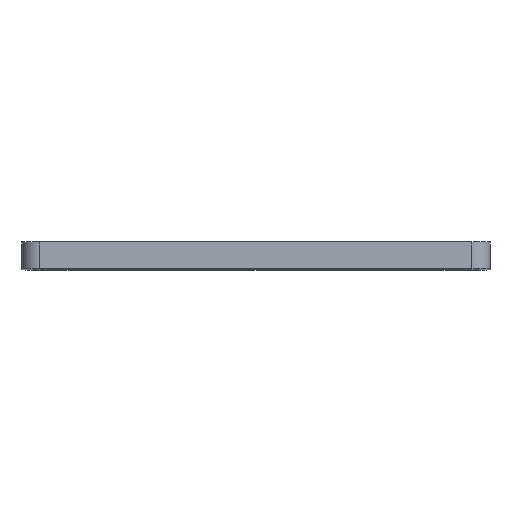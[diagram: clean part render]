
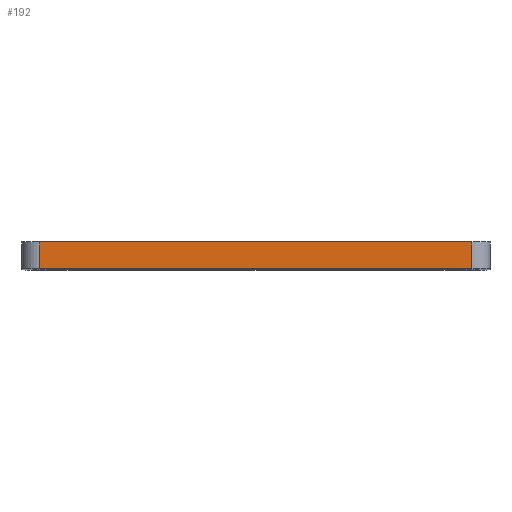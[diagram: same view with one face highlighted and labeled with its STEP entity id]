
A CAD part, top view. The second image highlights one B-rep face of the part: STEP entity #192.
In plain terms, the highlighted planar face has unit normal (0, 0, 1).
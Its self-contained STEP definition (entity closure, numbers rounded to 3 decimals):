
#6 = VERTEX_POINT ( 'NONE', #1826 ) ;
#131 = LINE ( 'NONE', #757, #1005 ) ;
#171 = CARTESIAN_POINT ( 'NONE',  ( 24., 0., 15.8 ) ) ;
#192 = ADVANCED_FACE ( 'NONE', ( #3398 ), #729, .F. ) ;
#193 = CARTESIAN_POINT ( 'NONE',  ( -24., 3., 15.8 ) ) ;
#362 = EDGE_CURVE ( 'NONE', #1701, #3041, #131, .T. ) ;
#480 = EDGE_LOOP ( 'NONE', ( #3450, #869, #2321, #844 ) ) ;
#551 = DIRECTION ( 'NONE',  ( 0., 1., 0. ) ) ;
#706 = EDGE_CURVE ( 'NONE', #6, #2681, #1523, .T. ) ;
#729 = PLANE ( 'NONE',  #1985 ) ;
#757 = CARTESIAN_POINT ( 'NONE',  ( -26., 3., 15.8 ) ) ;
#844 = ORIENTED_EDGE ( 'NONE', *, *, #3690, .T. ) ;
#869 = ORIENTED_EDGE ( 'NONE', *, *, #3863, .T. ) ;
#963 = CARTESIAN_POINT ( 'NONE',  ( -26., 0., 15.8 ) ) ;
#1005 = VECTOR ( 'NONE', #1113, 1000. ) ;
#1113 = DIRECTION ( 'NONE',  ( 1., 0., 0. ) ) ;
#1140 = CARTESIAN_POINT ( 'NONE',  ( 24., 3., 15.8 ) ) ;
#1492 = LINE ( 'NONE', #193, #1687 ) ;
#1523 = LINE ( 'NONE', #963, #3693 ) ;
#1635 = DIRECTION ( 'NONE',  ( 0., 0., -1. ) ) ;
#1687 = VECTOR ( 'NONE', #2360, 1000. ) ;
#1701 = VERTEX_POINT ( 'NONE', #3925 ) ;
#1781 = VECTOR ( 'NONE', #551, 1000. ) ;
#1826 = CARTESIAN_POINT ( 'NONE',  ( -24., 0., 15.8 ) ) ;
#1955 = CARTESIAN_POINT ( 'NONE',  ( -26., 3., 15.8 ) ) ;
#1985 = AXIS2_PLACEMENT_3D ( 'NONE', #1955, #1635, #3539 ) ;
#2321 = ORIENTED_EDGE ( 'NONE', *, *, #362, .F. ) ;
#2360 = DIRECTION ( 'NONE',  ( 0., -1., 0. ) ) ;
#2543 = DIRECTION ( 'NONE',  ( 1., 0., 0. ) ) ;
#2681 = VERTEX_POINT ( 'NONE', #171 ) ;
#2821 = CARTESIAN_POINT ( 'NONE',  ( 24., 3., 15.8 ) ) ;
#2969 = LINE ( 'NONE', #1140, #1781 ) ;
#3041 = VERTEX_POINT ( 'NONE', #2821 ) ;
#3398 = FACE_OUTER_BOUND ( 'NONE', #480, .T. ) ;
#3450 = ORIENTED_EDGE ( 'NONE', *, *, #706, .T. ) ;
#3539 = DIRECTION ( 'NONE',  ( -1., 0., 0. ) ) ;
#3690 = EDGE_CURVE ( 'NONE', #1701, #6, #1492, .T. ) ;
#3693 = VECTOR ( 'NONE', #2543, 1000. ) ;
#3863 = EDGE_CURVE ( 'NONE', #2681, #3041, #2969, .T. ) ;
#3925 = CARTESIAN_POINT ( 'NONE',  ( -24., 3., 15.8 ) ) ;
